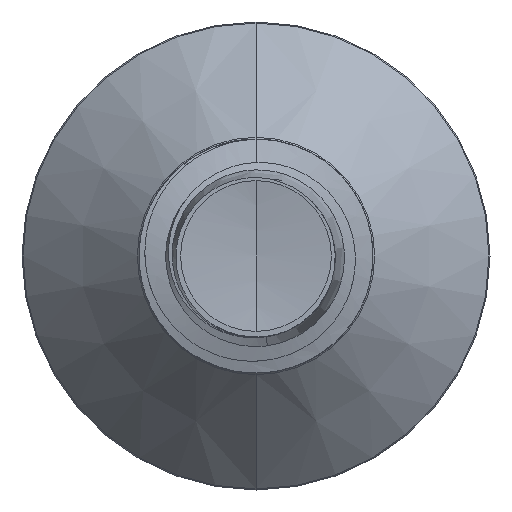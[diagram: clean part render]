
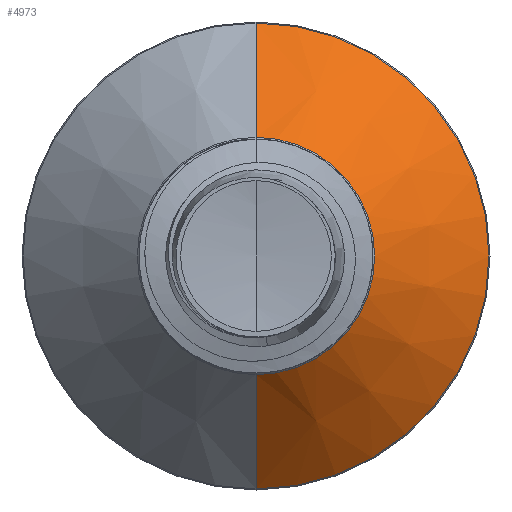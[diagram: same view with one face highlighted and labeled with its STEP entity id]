
A CAD part, front view. The second image highlights one B-rep face of the part: STEP entity #4973.
In plain terms, the highlighted conical face has half-angle 45 degrees and reference radius 1.522 mm.
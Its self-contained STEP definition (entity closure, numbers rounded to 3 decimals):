
#53 = DIRECTION ( 'NONE',  ( 0., 1., 0. ) ) ;
#994 = ORIENTED_EDGE ( 'NONE', *, *, #10234, .T. ) ;
#1062 = VERTEX_POINT ( 'NONE', #2015 ) ;
#1090 = ORIENTED_EDGE ( 'NONE', *, *, #8439, .T. ) ;
#1197 = CARTESIAN_POINT ( 'NONE',  ( 0., 4.972, 0. ) ) ;
#2015 = CARTESIAN_POINT ( 'NONE',  ( 0., 6.437, -2.987 ) ) ;
#2724 = LINE ( 'NONE', #14027, #9193 ) ;
#3770 = EDGE_CURVE ( 'NONE', #5666, #1062, #6315, .T. ) ;
#4478 = CARTESIAN_POINT ( 'NONE',  ( 0., 6.437, 0. ) ) ;
#4779 = AXIS2_PLACEMENT_3D ( 'NONE', #7728, #53, #8896 ) ;
#4893 = ORIENTED_EDGE ( 'NONE', *, *, #13945, .F. ) ;
#4973 = ADVANCED_FACE ( 'NONE', ( #5380 ), #4978, .T. ) ;
#4978 = CONICAL_SURFACE ( 'NONE', #11398, 1.522, 0.785 ) ;
#5223 = EDGE_LOOP ( 'NONE', ( #1090, #994, #11016, #4893 ) ) ;
#5380 = FACE_OUTER_BOUND ( 'NONE', #5223, .T. ) ;
#5666 = VERTEX_POINT ( 'NONE', #10639 ) ;
#5751 = DIRECTION ( 'NONE',  ( 0., 0., 1. ) ) ;
#5756 = CARTESIAN_POINT ( 'NONE',  ( 0., 4.972, 1.522 ) ) ;
#6315 = CIRCLE ( 'NONE', #12846, 2.987 ) ;
#7283 = CARTESIAN_POINT ( 'NONE',  ( 0., 4.972, -1.522 ) ) ;
#7728 = CARTESIAN_POINT ( 'NONE',  ( 0., 4.972, 0. ) ) ;
#8439 = EDGE_CURVE ( 'NONE', #9741, #15414, #12093, .T. ) ;
#8896 = DIRECTION ( 'NONE',  ( 0., 0., 1. ) ) ;
#9193 = VECTOR ( 'NONE', #10483, 1000. ) ;
#9218 = VECTOR ( 'NONE', #10860, 1000. ) ;
#9741 = VERTEX_POINT ( 'NONE', #5756 ) ;
#10234 = EDGE_CURVE ( 'NONE', #15414, #1062, #12460, .T. ) ;
#10483 = DIRECTION ( 'NONE',  ( 0., 0.707, 0.707 ) ) ;
#10639 = CARTESIAN_POINT ( 'NONE',  ( 0., 6.437, 2.987 ) ) ;
#10860 = DIRECTION ( 'NONE',  ( 0., 0.707, -0.707 ) ) ;
#11016 = ORIENTED_EDGE ( 'NONE', *, *, #3770, .F. ) ;
#11398 = AXIS2_PLACEMENT_3D ( 'NONE', #1197, #13573, #12332 ) ;
#12093 = CIRCLE ( 'NONE', #4779, 1.522 ) ;
#12332 = DIRECTION ( 'NONE',  ( 0., 0., 1. ) ) ;
#12460 = LINE ( 'NONE', #14517, #9218 ) ;
#12846 = AXIS2_PLACEMENT_3D ( 'NONE', #4478, #12931, #5751 ) ;
#12931 = DIRECTION ( 'NONE',  ( 0., 1., 0. ) ) ;
#13573 = DIRECTION ( 'NONE',  ( 0., 1., 0. ) ) ;
#13945 = EDGE_CURVE ( 'NONE', #9741, #5666, #2724, .T. ) ;
#14027 = CARTESIAN_POINT ( 'NONE',  ( 0., 4.972, 1.522 ) ) ;
#14517 = CARTESIAN_POINT ( 'NONE',  ( 0., 4.972, -1.522 ) ) ;
#15414 = VERTEX_POINT ( 'NONE', #7283 ) ;
